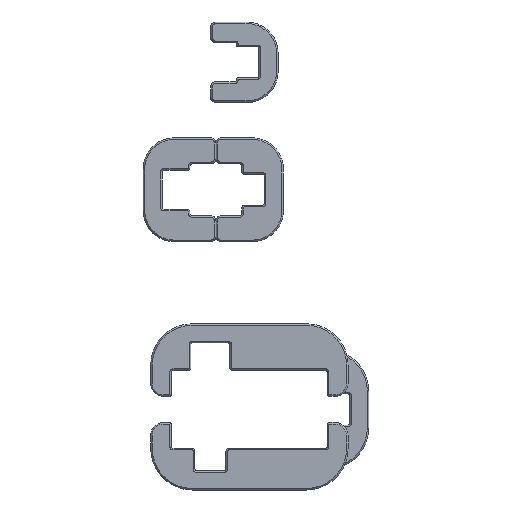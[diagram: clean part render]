
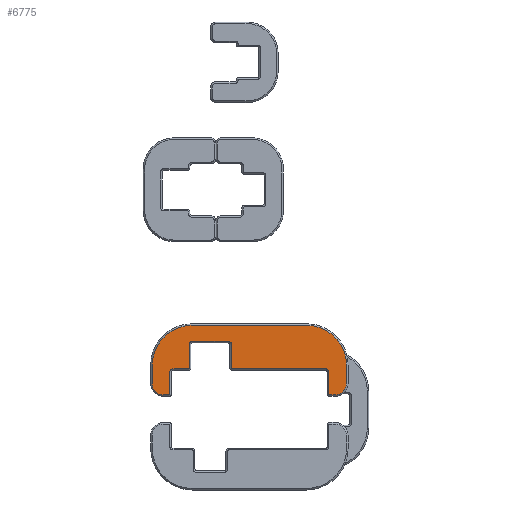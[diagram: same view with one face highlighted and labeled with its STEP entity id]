
A CAD part, front view. The second image highlights one B-rep face of the part: STEP entity #6775.
In plain terms, the highlighted planar face has unit normal (0, -1, 0).
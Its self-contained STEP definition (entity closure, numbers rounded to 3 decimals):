
#146=CIRCLE('',#7252,4.4);
#148=CIRCLE('',#7256,15.4);
#150=CIRCLE('',#7260,15.4);
#152=CIRCLE('',#7264,4.4);
#154=CIRCLE('',#7268,0.4);
#156=CIRCLE('',#7272,1.2);
#158=CIRCLE('',#7276,0.4);
#160=CIRCLE('',#7280,1.2);
#162=CIRCLE('',#7284,1.2);
#164=CIRCLE('',#7288,0.4);
#166=CIRCLE('',#7292,1.2);
#168=CIRCLE('',#7296,0.4);
#635=FACE_OUTER_BOUND('',#1079,.T.);
#1079=EDGE_LOOP('',(#4909,#4910,#4911,#4912,#4913,#4914,#4915,#4916,#4917,
#4918,#4919,#4920,#4921,#4922,#4923,#4924,#4925,#4926,#4927,#4928,#4929,
#4930,#4931,#4932));
#1535=LINE('',#10384,#2255);
#1539=LINE('',#10396,#2259);
#1543=LINE('',#10408,#2263);
#1547=LINE('',#10420,#2267);
#1551=LINE('',#10432,#2271);
#1555=LINE('',#10444,#2275);
#1559=LINE('',#10456,#2279);
#1563=LINE('',#10468,#2283);
#1567=LINE('',#10480,#2287);
#1571=LINE('',#10492,#2291);
#1575=LINE('',#10504,#2295);
#1579=LINE('',#10515,#2299);
#2255=VECTOR('',#8232,10.);
#2259=VECTOR('',#8244,10.);
#2263=VECTOR('',#8256,10.);
#2267=VECTOR('',#8268,10.);
#2271=VECTOR('',#8280,10.);
#2275=VECTOR('',#8292,10.);
#2279=VECTOR('',#8304,10.);
#2283=VECTOR('',#8316,10.);
#2287=VECTOR('',#8328,10.);
#2291=VECTOR('',#8340,10.);
#2295=VECTOR('',#8352,10.);
#2299=VECTOR('',#8364,10.);
#2949=VERTEX_POINT('',#10374);
#2952=VERTEX_POINT('',#10379);
#2953=VERTEX_POINT('',#10383);
#2955=VERTEX_POINT('',#10389);
#2957=VERTEX_POINT('',#10395);
#2959=VERTEX_POINT('',#10401);
#2961=VERTEX_POINT('',#10407);
#2963=VERTEX_POINT('',#10413);
#2965=VERTEX_POINT('',#10419);
#2967=VERTEX_POINT('',#10425);
#2969=VERTEX_POINT('',#10431);
#2971=VERTEX_POINT('',#10437);
#2973=VERTEX_POINT('',#10443);
#2975=VERTEX_POINT('',#10449);
#2977=VERTEX_POINT('',#10455);
#2979=VERTEX_POINT('',#10461);
#2981=VERTEX_POINT('',#10467);
#2983=VERTEX_POINT('',#10473);
#2985=VERTEX_POINT('',#10479);
#2987=VERTEX_POINT('',#10485);
#2989=VERTEX_POINT('',#10491);
#2991=VERTEX_POINT('',#10497);
#2993=VERTEX_POINT('',#10503);
#2995=VERTEX_POINT('',#10509);
#3596=EDGE_CURVE('',#2952,#2949,#146,.T.);
#3597=EDGE_CURVE('',#2949,#2953,#1535,.T.);
#3602=EDGE_CURVE('',#2953,#2955,#148,.T.);
#3603=EDGE_CURVE('',#2955,#2957,#1539,.T.);
#3608=EDGE_CURVE('',#2957,#2959,#150,.T.);
#3609=EDGE_CURVE('',#2959,#2961,#1543,.T.);
#3614=EDGE_CURVE('',#2961,#2963,#152,.T.);
#3615=EDGE_CURVE('',#2963,#2965,#1547,.T.);
#3620=EDGE_CURVE('',#2965,#2967,#154,.T.);
#3621=EDGE_CURVE('',#2967,#2969,#1551,.T.);
#3626=EDGE_CURVE('',#2969,#2971,#156,.T.);
#3627=EDGE_CURVE('',#2971,#2973,#1555,.T.);
#3632=EDGE_CURVE('',#2973,#2975,#158,.T.);
#3633=EDGE_CURVE('',#2975,#2977,#1559,.T.);
#3638=EDGE_CURVE('',#2977,#2979,#160,.T.);
#3639=EDGE_CURVE('',#2979,#2981,#1563,.T.);
#3644=EDGE_CURVE('',#2981,#2983,#162,.T.);
#3645=EDGE_CURVE('',#2983,#2985,#1567,.T.);
#3650=EDGE_CURVE('',#2985,#2987,#164,.T.);
#3651=EDGE_CURVE('',#2987,#2989,#1571,.T.);
#3656=EDGE_CURVE('',#2989,#2991,#166,.T.);
#3657=EDGE_CURVE('',#2991,#2993,#1575,.T.);
#3662=EDGE_CURVE('',#2993,#2995,#168,.T.);
#3663=EDGE_CURVE('',#2995,#2952,#1579,.T.);
#4909=ORIENTED_EDGE('',*,*,#3596,.F.);
#4910=ORIENTED_EDGE('',*,*,#3663,.F.);
#4911=ORIENTED_EDGE('',*,*,#3662,.F.);
#4912=ORIENTED_EDGE('',*,*,#3657,.F.);
#4913=ORIENTED_EDGE('',*,*,#3656,.F.);
#4914=ORIENTED_EDGE('',*,*,#3651,.F.);
#4915=ORIENTED_EDGE('',*,*,#3650,.F.);
#4916=ORIENTED_EDGE('',*,*,#3645,.F.);
#4917=ORIENTED_EDGE('',*,*,#3644,.F.);
#4918=ORIENTED_EDGE('',*,*,#3639,.F.);
#4919=ORIENTED_EDGE('',*,*,#3638,.F.);
#4920=ORIENTED_EDGE('',*,*,#3633,.F.);
#4921=ORIENTED_EDGE('',*,*,#3632,.F.);
#4922=ORIENTED_EDGE('',*,*,#3627,.F.);
#4923=ORIENTED_EDGE('',*,*,#3626,.F.);
#4924=ORIENTED_EDGE('',*,*,#3621,.F.);
#4925=ORIENTED_EDGE('',*,*,#3620,.F.);
#4926=ORIENTED_EDGE('',*,*,#3615,.F.);
#4927=ORIENTED_EDGE('',*,*,#3614,.F.);
#4928=ORIENTED_EDGE('',*,*,#3609,.F.);
#4929=ORIENTED_EDGE('',*,*,#3608,.F.);
#4930=ORIENTED_EDGE('',*,*,#3603,.F.);
#4931=ORIENTED_EDGE('',*,*,#3602,.F.);
#4932=ORIENTED_EDGE('',*,*,#3597,.F.);
#6493=PLANE('',#7316);
#6775=ADVANCED_FACE('',(#635),#6493,.T.);
#7252=AXIS2_PLACEMENT_3D('',#10381,#8228,#8229);
#7256=AXIS2_PLACEMENT_3D('',#10393,#8240,#8241);
#7260=AXIS2_PLACEMENT_3D('',#10405,#8252,#8253);
#7264=AXIS2_PLACEMENT_3D('',#10417,#8264,#8265);
#7268=AXIS2_PLACEMENT_3D('',#10429,#8276,#8277);
#7272=AXIS2_PLACEMENT_3D('',#10441,#8288,#8289);
#7276=AXIS2_PLACEMENT_3D('',#10453,#8300,#8301);
#7280=AXIS2_PLACEMENT_3D('',#10465,#8312,#8313);
#7284=AXIS2_PLACEMENT_3D('',#10477,#8324,#8325);
#7288=AXIS2_PLACEMENT_3D('',#10489,#8336,#8337);
#7292=AXIS2_PLACEMENT_3D('',#10501,#8348,#8349);
#7296=AXIS2_PLACEMENT_3D('',#10513,#8360,#8361);
#7316=AXIS2_PLACEMENT_3D('',#10567,#8421,#8422);
#8228=DIRECTION('center_axis',(0.,1.,0.));
#8229=DIRECTION('ref_axis',(-0.707,0.,-0.707));
#8232=DIRECTION('',(0.,0.,1.));
#8240=DIRECTION('center_axis',(0.,1.,0.));
#8241=DIRECTION('ref_axis',(-0.707,0.,0.707));
#8244=DIRECTION('',(1.,0.,0.));
#8252=DIRECTION('center_axis',(0.,1.,0.));
#8253=DIRECTION('ref_axis',(0.707,0.,0.707));
#8256=DIRECTION('',(0.,0.,-1.));
#8264=DIRECTION('center_axis',(0.,1.,0.));
#8265=DIRECTION('ref_axis',(0.707,0.,-0.707));
#8268=DIRECTION('',(-1.,0.,0.));
#8276=DIRECTION('center_axis',(0.,1.,0.));
#8277=DIRECTION('ref_axis',(-0.707,0.,-0.707));
#8280=DIRECTION('',(0.,0.,1.));
#8288=DIRECTION('center_axis',(0.,-1.,0.));
#8289=DIRECTION('ref_axis',(0.707,0.,0.707));
#8292=DIRECTION('',(-1.,0.,0.));
#8300=DIRECTION('center_axis',(0.,1.,0.));
#8301=DIRECTION('ref_axis',(-0.707,0.,-0.707));
#8304=DIRECTION('',(0.,0.,1.));
#8312=DIRECTION('center_axis',(0.,-1.,0.));
#8313=DIRECTION('ref_axis',(0.707,0.,0.707));
#8316=DIRECTION('',(-1.,0.,0.));
#8324=DIRECTION('center_axis',(0.,-1.,0.));
#8325=DIRECTION('ref_axis',(-0.707,0.,0.707));
#8328=DIRECTION('',(0.,0.,-1.));
#8336=DIRECTION('center_axis',(0.,1.,0.));
#8337=DIRECTION('ref_axis',(0.707,0.,-0.707));
#8340=DIRECTION('',(-1.,0.,0.));
#8348=DIRECTION('center_axis',(0.,-1.,0.));
#8349=DIRECTION('ref_axis',(-0.707,0.,0.707));
#8352=DIRECTION('',(0.,0.,-1.));
#8360=DIRECTION('center_axis',(0.,1.,0.));
#8361=DIRECTION('ref_axis',(0.707,0.,-0.707));
#8364=DIRECTION('',(-1.,0.,0.));
#8421=DIRECTION('center_axis',(0.,-1.,0.));
#8422=DIRECTION('ref_axis',(0.,0.,-1.));
#10374=CARTESIAN_POINT('',(-37.4,184.,10.));
#10379=CARTESIAN_POINT('',(-33.,184.,5.6));
#10381=CARTESIAN_POINT('Origin',(-33.,184.,10.));
#10383=CARTESIAN_POINT('',(-37.4,184.,17.));
#10384=CARTESIAN_POINT('',(-37.4,184.,26.));
#10389=CARTESIAN_POINT('',(-22.,184.,32.4));
#10393=CARTESIAN_POINT('Origin',(-22.,184.,17.));
#10395=CARTESIAN_POINT('',(22.,184.,32.4));
#10396=CARTESIAN_POINT('',(19.,184.,32.4));
#10401=CARTESIAN_POINT('',(37.4,184.,17.));
#10405=CARTESIAN_POINT('Origin',(22.,184.,17.));
#10407=CARTESIAN_POINT('',(37.4,184.,10.));
#10408=CARTESIAN_POINT('',(37.4,184.,12.));
#10413=CARTESIAN_POINT('',(33.,184.,5.6));
#10417=CARTESIAN_POINT('Origin',(33.,184.,10.));
#10419=CARTESIAN_POINT('',(31.,184.,5.6));
#10420=CARTESIAN_POINT('',(15.,184.,5.6));
#10425=CARTESIAN_POINT('',(30.6,184.,6.));
#10429=CARTESIAN_POINT('Origin',(31.,184.,6.));
#10431=CARTESIAN_POINT('',(30.6,184.,14.4));
#10432=CARTESIAN_POINT('',(30.6,184.,17.));
#10437=CARTESIAN_POINT('',(29.4,184.,15.6));
#10441=CARTESIAN_POINT('Origin',(29.4,184.,14.4));
#10443=CARTESIAN_POINT('',(-6.5,184.,15.6));
#10444=CARTESIAN_POINT('',(-3.75,184.,15.6));
#10449=CARTESIAN_POINT('',(-6.9,184.,16.));
#10453=CARTESIAN_POINT('Origin',(-6.5,184.,16.));
#10455=CARTESIAN_POINT('',(-6.9,184.,25.));
#10456=CARTESIAN_POINT('',(-6.9,184.,22.));
#10461=CARTESIAN_POINT('',(-8.1,184.,26.2));
#10465=CARTESIAN_POINT('Origin',(-8.1,184.,25.));
#10467=CARTESIAN_POINT('',(-21.9,184.,26.2));
#10468=CARTESIAN_POINT('',(-11.25,184.,26.2));
#10473=CARTESIAN_POINT('',(-23.1,184.,25.));
#10477=CARTESIAN_POINT('Origin',(-21.9,184.,25.));
#10479=CARTESIAN_POINT('',(-23.1,184.,16.));
#10480=CARTESIAN_POINT('',(-23.1,184.,17.));
#10485=CARTESIAN_POINT('',(-23.5,184.,15.6));
#10489=CARTESIAN_POINT('Origin',(-23.5,184.,16.));
#10491=CARTESIAN_POINT('',(-29.4,184.,15.6));
#10492=CARTESIAN_POINT('',(-15.,184.,15.6));
#10497=CARTESIAN_POINT('',(-30.6,184.,14.4));
#10501=CARTESIAN_POINT('Origin',(-29.4,184.,14.4));
#10503=CARTESIAN_POINT('',(-30.6,184.,6.));
#10504=CARTESIAN_POINT('',(-30.6,184.,12.));
#10509=CARTESIAN_POINT('',(-31.,184.,5.6));
#10513=CARTESIAN_POINT('Origin',(-31.,184.,6.));
#10515=CARTESIAN_POINT('',(-19.,184.,5.6));
#10567=CARTESIAN_POINT('Origin',(0.,184.,19.));
